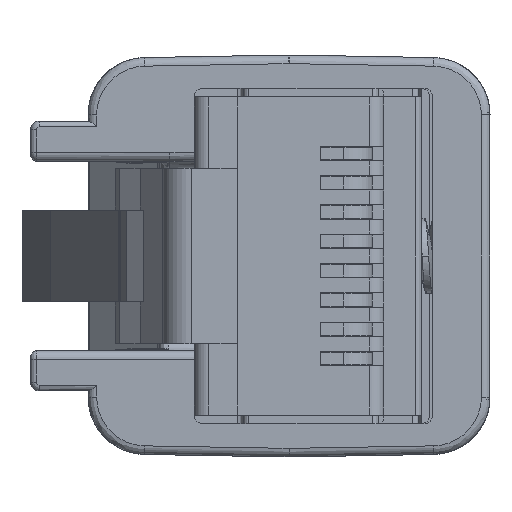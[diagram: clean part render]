
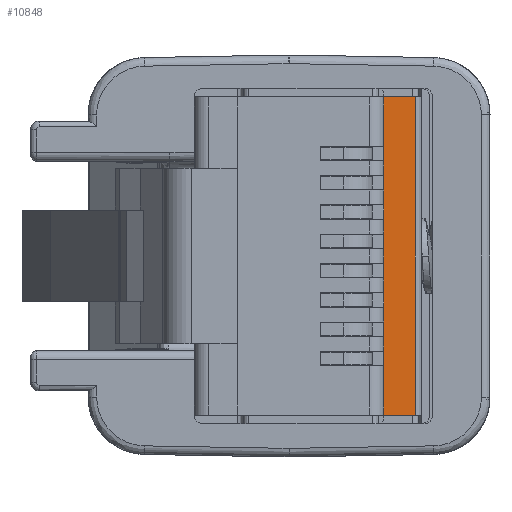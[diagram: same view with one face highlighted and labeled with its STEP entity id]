
A CAD part, left-side view. The second image highlights one B-rep face of the part: STEP entity #10848.
In plain terms, the highlighted face is planar.
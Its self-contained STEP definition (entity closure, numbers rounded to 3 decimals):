
#189 = CARTESIAN_POINT ( 'NONE',  ( 5.54, 2.5, 8.8 ) ) ;
#1485 = CARTESIAN_POINT ( 'NONE',  ( -5.54, 2.5, 8.8 ) ) ;
#2956 = CARTESIAN_POINT ( 'NONE',  ( -5.54, 3.6, 8.8 ) ) ;
#3339 = CARTESIAN_POINT ( 'NONE',  ( 5.54, 3.6, 8.8 ) ) ;
#3971 = VECTOR ( 'NONE', #11707, 1000. ) ;
#5402 = VERTEX_POINT ( 'NONE', #7383 ) ;
#5954 = LINE ( 'NONE', #24733, #16631 ) ;
#5990 = EDGE_CURVE ( 'NONE', #8309, #24425, #17307, .T. ) ;
#6039 = EDGE_CURVE ( 'NONE', #27504, #5402, #5954, .T. ) ;
#6046 = FACE_OUTER_BOUND ( 'NONE', #21789, .T. ) ;
#6183 = VECTOR ( 'NONE', #24974, 1000. ) ;
#7383 = CARTESIAN_POINT ( 'NONE',  ( -5.54, 2.5, 8.8 ) ) ;
#8309 = VERTEX_POINT ( 'NONE', #2956 ) ;
#8495 = ORIENTED_EDGE ( 'NONE', *, *, #5990, .F. ) ;
#9781 = CARTESIAN_POINT ( 'NONE',  ( 5.54, 2.5, 8.8 ) ) ;
#9843 = EDGE_CURVE ( 'NONE', #5402, #8309, #13507, .T. ) ;
#10676 = PLANE ( 'NONE',  #18566 ) ;
#10848 = ADVANCED_FACE ( 'NONE', ( #6046 ), #10676, .F. ) ;
#11707 = DIRECTION ( 'NONE',  ( 1., 0., 0. ) ) ;
#11908 = DIRECTION ( 'NONE',  ( -1., 0., 0. ) ) ;
#13507 = LINE ( 'NONE', #1485, #6183 ) ;
#13989 = EDGE_CURVE ( 'NONE', #24425, #27504, #26791, .T. ) ;
#16631 = VECTOR ( 'NONE', #11908, 1000. ) ;
#16991 = DIRECTION ( 'NONE',  ( 0., 0., -1. ) ) ;
#17085 = DIRECTION ( 'NONE',  ( -1., 0., 0. ) ) ;
#17307 = LINE ( 'NONE', #3339, #3971 ) ;
#18566 = AXIS2_PLACEMENT_3D ( 'NONE', #23571, #16991, #17085 ) ;
#20537 = DIRECTION ( 'NONE',  ( 0., -1., 0. ) ) ;
#21092 = VECTOR ( 'NONE', #20537, 1000. ) ;
#21789 = EDGE_LOOP ( 'NONE', ( #25607, #26553, #27664, #8495 ) ) ;
#23571 = CARTESIAN_POINT ( 'NONE',  ( 5.54, 2.5, 8.8 ) ) ;
#24425 = VERTEX_POINT ( 'NONE', #26253 ) ;
#24733 = CARTESIAN_POINT ( 'NONE',  ( -5.54, 2.5, 8.8 ) ) ;
#24974 = DIRECTION ( 'NONE',  ( 0., 1., 0. ) ) ;
#25607 = ORIENTED_EDGE ( 'NONE', *, *, #9843, .F. ) ;
#26253 = CARTESIAN_POINT ( 'NONE',  ( 5.54, 3.6, 8.8 ) ) ;
#26553 = ORIENTED_EDGE ( 'NONE', *, *, #6039, .F. ) ;
#26791 = LINE ( 'NONE', #9781, #21092 ) ;
#27504 = VERTEX_POINT ( 'NONE', #189 ) ;
#27664 = ORIENTED_EDGE ( 'NONE', *, *, #13989, .F. ) ;
